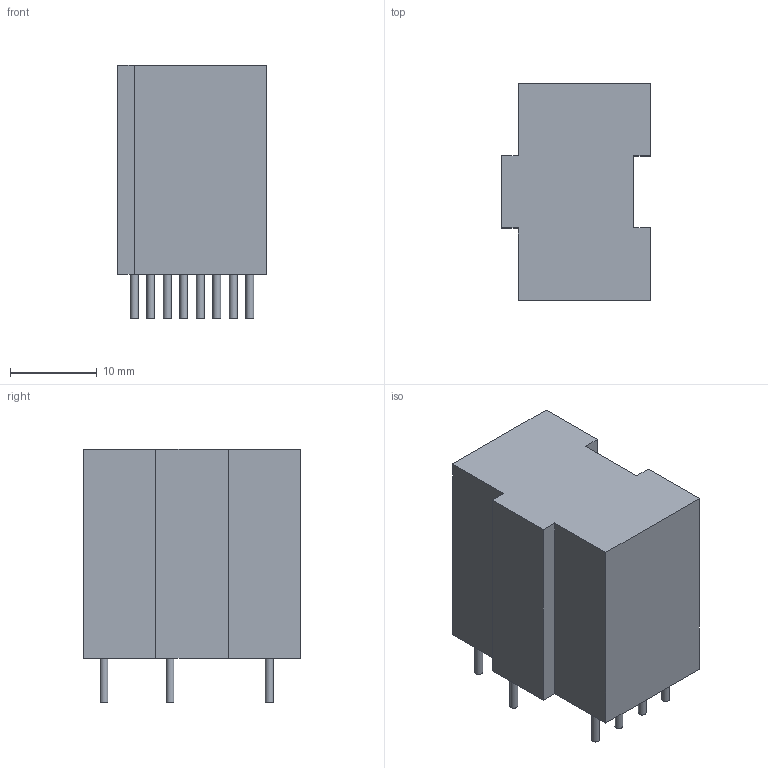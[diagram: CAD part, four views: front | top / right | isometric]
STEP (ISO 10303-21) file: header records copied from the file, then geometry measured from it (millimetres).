
FILE_DESCRIPTION(('FreeCAD Model'),'2;1');
FILE_NAME('446845.1.2.stp','2020-04-08T20:13:12',( 'Author'),(''),'Open CASCADE STEP processor 6.9','FreeCAD','Unknown' );
FILE_SCHEMA(('AUTOMOTIVE_DESIGN { 1 0 10303 214 1 1 1 1 }'));
Length unit declared in the file: millimetre
Products named in the file (3): ASSEMBLY; Body; Leads
Assembly tree (13 placements, depth 2):
  ASSEMBLY
    Body
    Leads  x12
Bounding box: 17.14 x 25 x 29.2 mm (x, y, z)
Volume: 9649.3 mm3; surface area: 5144.4 mm2
Topology: 145 solids, 145 shells, 446 faces, 468 edges, 312 vertices
Faces by surface type: plane 302, cylinder 144
Full cylindrical faces by diameter (mm): 0.9 x144
Entity records: 2247 total; most frequent: DIRECTION 368, CARTESIAN_POINT 328, LINE 168, VECTOR 168, ORIENTED_EDGE 144, PCURVE 144, DEFINITIONAL_REPRESENTATION 144, AXIS2_PLACEMENT_3D 88
